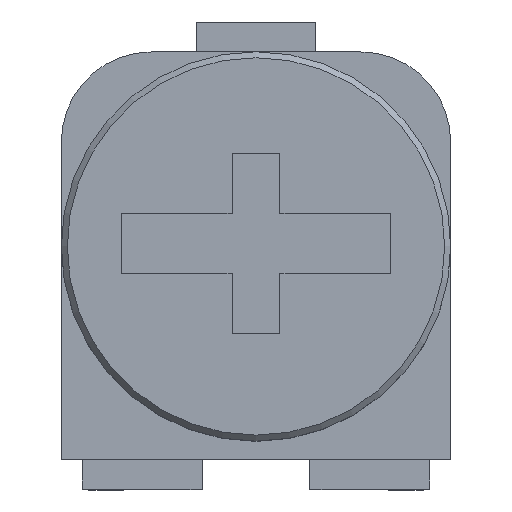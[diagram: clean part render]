
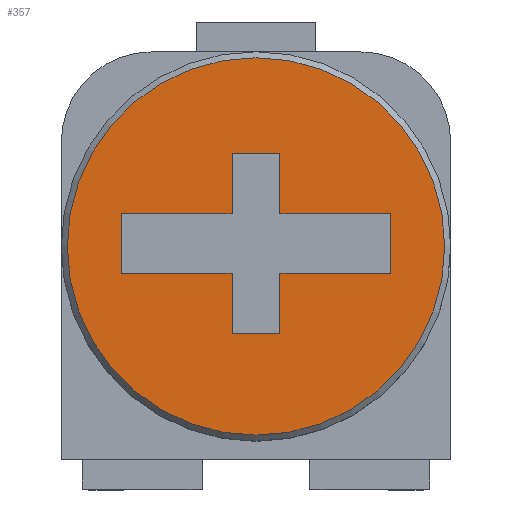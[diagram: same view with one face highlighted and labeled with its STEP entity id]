
A CAD part, top view. The second image highlights one B-rep face of the part: STEP entity #357.
In plain terms, the highlighted planar face has unit normal (0, 0, 1).
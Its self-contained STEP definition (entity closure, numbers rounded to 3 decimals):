
#328 = VERTEX_POINT('',#329);
#329 = CARTESIAN_POINT('',(3.15,-0.05,2.));
#337 = EDGE_CURVE('',#328,#328,#338,.T.);
#338 = CIRCLE('',#339,3.15);
#339 = AXIS2_PLACEMENT_3D('',#340,#341,#342);
#340 = CARTESIAN_POINT('',(0.,-0.05,2.));
#341 = DIRECTION('',(0.,0.,1.));
#342 = DIRECTION('',(1.,0.,-0.));
#357 = ADVANCED_FACE('',(#358,#361),#459,.T.);
#358 = FACE_BOUND('',#359,.T.);
#359 = EDGE_LOOP('',(#360));
#360 = ORIENTED_EDGE('',*,*,#337,.T.);
#361 = FACE_BOUND('',#362,.T.);
#362 = EDGE_LOOP('',(#363,#373,#381,#389,#397,#405,#413,#421,#429,#437,
    #445,#453));
#363 = ORIENTED_EDGE('',*,*,#364,.T.);
#364 = EDGE_CURVE('',#365,#367,#369,.T.);
#365 = VERTEX_POINT('',#366);
#366 = CARTESIAN_POINT('',(-2.25,-0.5,2.));
#367 = VERTEX_POINT('',#368);
#368 = CARTESIAN_POINT('',(-2.25,0.5,2.));
#369 = LINE('',#370,#371);
#370 = CARTESIAN_POINT('',(-2.25,-0.5,2.));
#371 = VECTOR('',#372,1.);
#372 = DIRECTION('',(0.,1.,0.));
#373 = ORIENTED_EDGE('',*,*,#374,.T.);
#374 = EDGE_CURVE('',#367,#375,#377,.T.);
#375 = VERTEX_POINT('',#376);
#376 = CARTESIAN_POINT('',(-0.4,0.5,2.));
#377 = LINE('',#378,#379);
#378 = CARTESIAN_POINT('',(-2.25,0.5,2.));
#379 = VECTOR('',#380,1.);
#380 = DIRECTION('',(1.,0.,0.));
#381 = ORIENTED_EDGE('',*,*,#382,.T.);
#382 = EDGE_CURVE('',#375,#383,#385,.T.);
#383 = VERTEX_POINT('',#384);
#384 = CARTESIAN_POINT('',(-0.4,1.5,2.));
#385 = LINE('',#386,#387);
#386 = CARTESIAN_POINT('',(-0.4,0.5,2.));
#387 = VECTOR('',#388,1.);
#388 = DIRECTION('',(0.,1.,0.));
#389 = ORIENTED_EDGE('',*,*,#390,.T.);
#390 = EDGE_CURVE('',#383,#391,#393,.T.);
#391 = VERTEX_POINT('',#392);
#392 = CARTESIAN_POINT('',(0.4,1.5,2.));
#393 = LINE('',#394,#395);
#394 = CARTESIAN_POINT('',(-0.4,1.5,2.));
#395 = VECTOR('',#396,1.);
#396 = DIRECTION('',(1.,0.,0.));
#397 = ORIENTED_EDGE('',*,*,#398,.T.);
#398 = EDGE_CURVE('',#391,#399,#401,.T.);
#399 = VERTEX_POINT('',#400);
#400 = CARTESIAN_POINT('',(0.4,0.5,2.));
#401 = LINE('',#402,#403);
#402 = CARTESIAN_POINT('',(0.4,1.5,2.));
#403 = VECTOR('',#404,1.);
#404 = DIRECTION('',(0.,-1.,0.));
#405 = ORIENTED_EDGE('',*,*,#406,.T.);
#406 = EDGE_CURVE('',#399,#407,#409,.T.);
#407 = VERTEX_POINT('',#408);
#408 = CARTESIAN_POINT('',(2.25,0.5,2.));
#409 = LINE('',#410,#411);
#410 = CARTESIAN_POINT('',(0.4,0.5,2.));
#411 = VECTOR('',#412,1.);
#412 = DIRECTION('',(1.,0.,0.));
#413 = ORIENTED_EDGE('',*,*,#414,.T.);
#414 = EDGE_CURVE('',#407,#415,#417,.T.);
#415 = VERTEX_POINT('',#416);
#416 = CARTESIAN_POINT('',(2.25,-0.5,2.));
#417 = LINE('',#418,#419);
#418 = CARTESIAN_POINT('',(2.25,0.5,2.));
#419 = VECTOR('',#420,1.);
#420 = DIRECTION('',(0.,-1.,0.));
#421 = ORIENTED_EDGE('',*,*,#422,.T.);
#422 = EDGE_CURVE('',#415,#423,#425,.T.);
#423 = VERTEX_POINT('',#424);
#424 = CARTESIAN_POINT('',(0.4,-0.5,2.));
#425 = LINE('',#426,#427);
#426 = CARTESIAN_POINT('',(2.25,-0.5,2.));
#427 = VECTOR('',#428,1.);
#428 = DIRECTION('',(-1.,0.,0.));
#429 = ORIENTED_EDGE('',*,*,#430,.T.);
#430 = EDGE_CURVE('',#423,#431,#433,.T.);
#431 = VERTEX_POINT('',#432);
#432 = CARTESIAN_POINT('',(0.4,-1.5,2.));
#433 = LINE('',#434,#435);
#434 = CARTESIAN_POINT('',(0.4,-0.5,2.));
#435 = VECTOR('',#436,1.);
#436 = DIRECTION('',(0.,-1.,0.));
#437 = ORIENTED_EDGE('',*,*,#438,.T.);
#438 = EDGE_CURVE('',#431,#439,#441,.T.);
#439 = VERTEX_POINT('',#440);
#440 = CARTESIAN_POINT('',(-0.4,-1.5,2.));
#441 = LINE('',#442,#443);
#442 = CARTESIAN_POINT('',(0.4,-1.5,2.));
#443 = VECTOR('',#444,1.);
#444 = DIRECTION('',(-1.,0.,0.));
#445 = ORIENTED_EDGE('',*,*,#446,.T.);
#446 = EDGE_CURVE('',#439,#447,#449,.T.);
#447 = VERTEX_POINT('',#448);
#448 = CARTESIAN_POINT('',(-0.4,-0.5,2.));
#449 = LINE('',#450,#451);
#450 = CARTESIAN_POINT('',(-0.4,-1.5,2.));
#451 = VECTOR('',#452,1.);
#452 = DIRECTION('',(0.,1.,0.));
#453 = ORIENTED_EDGE('',*,*,#454,.T.);
#454 = EDGE_CURVE('',#447,#365,#455,.T.);
#455 = LINE('',#456,#457);
#456 = CARTESIAN_POINT('',(-0.4,-0.5,2.));
#457 = VECTOR('',#458,1.);
#458 = DIRECTION('',(-1.,0.,0.));
#459 = PLANE('',#460);
#460 = AXIS2_PLACEMENT_3D('',#461,#462,#463);
#461 = CARTESIAN_POINT('',(0.,-0.05,2.));
#462 = DIRECTION('',(0.,0.,1.));
#463 = DIRECTION('',(1.,0.,0.));
